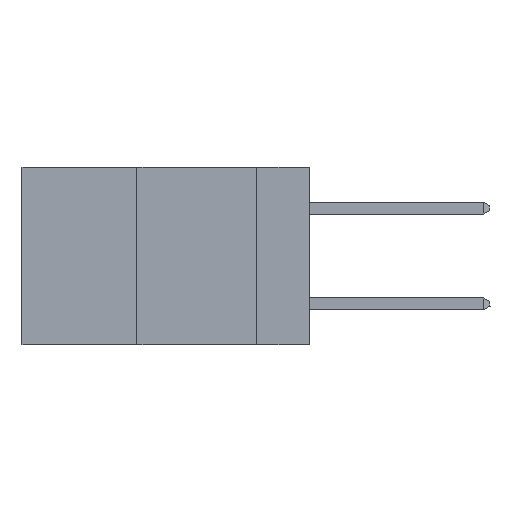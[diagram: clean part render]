
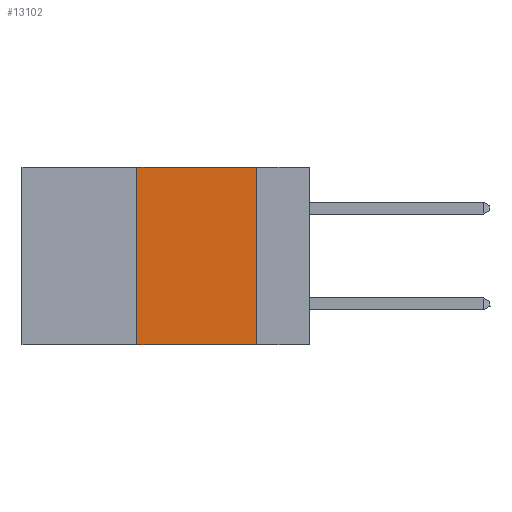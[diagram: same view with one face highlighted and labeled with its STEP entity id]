
A CAD part, left-side view. The second image highlights one B-rep face of the part: STEP entity #13102.
In plain terms, the highlighted planar face has unit normal (-1, 0, 0).
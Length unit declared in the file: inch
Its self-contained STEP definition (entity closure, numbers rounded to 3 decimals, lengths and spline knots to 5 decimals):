
#133 = EDGE_CURVE ( 'NONE', #6650, #23003, #9230, .T. ) ;
#525 = AXIS2_PLACEMENT_3D ( 'NONE', #5880, #25795, #12440 ) ;
#3836 = DIRECTION ( 'NONE',  ( 0., -1., 0. ) ) ;
#4195 = CARTESIAN_POINT ( 'NONE',  ( 0., 0.11, 0. ) ) ;
#4562 = CARTESIAN_POINT ( 'NONE',  ( 0., 0.36, 0. ) ) ;
#5880 = CARTESIAN_POINT ( 'NONE',  ( 0., 0.6, 0. ) ) ;
#6159 = FACE_OUTER_BOUND ( 'NONE', #24015, .T. ) ;
#6295 = ORIENTED_EDGE ( 'NONE', *, *, #133, .F. ) ;
#6650 = VERTEX_POINT ( 'NONE', #4195 ) ;
#7921 = EDGE_CURVE ( 'NONE', #8698, #6650, #26867, .T. ) ;
#8698 = VERTEX_POINT ( 'NONE', #4562 ) ;
#9230 = LINE ( 'NONE', #21783, #20329 ) ;
#9453 = EDGE_CURVE ( 'NONE', #25499, #8698, #16298, .T. ) ;
#11390 = CARTESIAN_POINT ( 'NONE',  ( 0., 0.36, 0. ) ) ;
#12248 = ORIENTED_EDGE ( 'NONE', *, *, #9453, .F. ) ;
#12353 = PLANE ( 'NONE',  #525 ) ;
#12440 = DIRECTION ( 'NONE',  ( 0., 0., -1. ) ) ;
#12953 = DIRECTION ( 'NONE',  ( 0., 0., -1. ) ) ;
#13102 = ADVANCED_FACE ( 'NONE', ( #6159 ), #12353, .F. ) ;
#13742 = CARTESIAN_POINT ( 'NONE',  ( 0., 0.36, -0.37 ) ) ;
#15058 = ORIENTED_EDGE ( 'NONE', *, *, #7921, .F. ) ;
#16298 = LINE ( 'NONE', #11390, #26822 ) ;
#17054 = CARTESIAN_POINT ( 'NONE',  ( 0., 0.6, 0. ) ) ;
#17358 = EDGE_CURVE ( 'NONE', #25499, #23003, #22899, .T. ) ;
#20249 = DIRECTION ( 'NONE',  ( 0., 0., 1. ) ) ;
#20329 = VECTOR ( 'NONE', #12953, 39.37008 ) ;
#20943 = VECTOR ( 'NONE', #3836, 39.37008 ) ;
#21400 = CARTESIAN_POINT ( 'NONE',  ( 0., 0.6, -0.37 ) ) ;
#21783 = CARTESIAN_POINT ( 'NONE',  ( 0., 0.11, 0. ) ) ;
#21843 = CARTESIAN_POINT ( 'NONE',  ( 0., 0.11, -0.37 ) ) ;
#22196 = VECTOR ( 'NONE', #23649, 39.37008 ) ;
#22899 = LINE ( 'NONE', #21400, #22196 ) ;
#23003 = VERTEX_POINT ( 'NONE', #21843 ) ;
#23649 = DIRECTION ( 'NONE',  ( 0., -1., 0. ) ) ;
#24015 = EDGE_LOOP ( 'NONE', ( #6295, #15058, #12248, #24655 ) ) ;
#24655 = ORIENTED_EDGE ( 'NONE', *, *, #17358, .T. ) ;
#25499 = VERTEX_POINT ( 'NONE', #13742 ) ;
#25795 = DIRECTION ( 'NONE',  ( 1., 0., 0. ) ) ;
#26822 = VECTOR ( 'NONE', #20249, 39.37008 ) ;
#26867 = LINE ( 'NONE', #17054, #20943 ) ;
